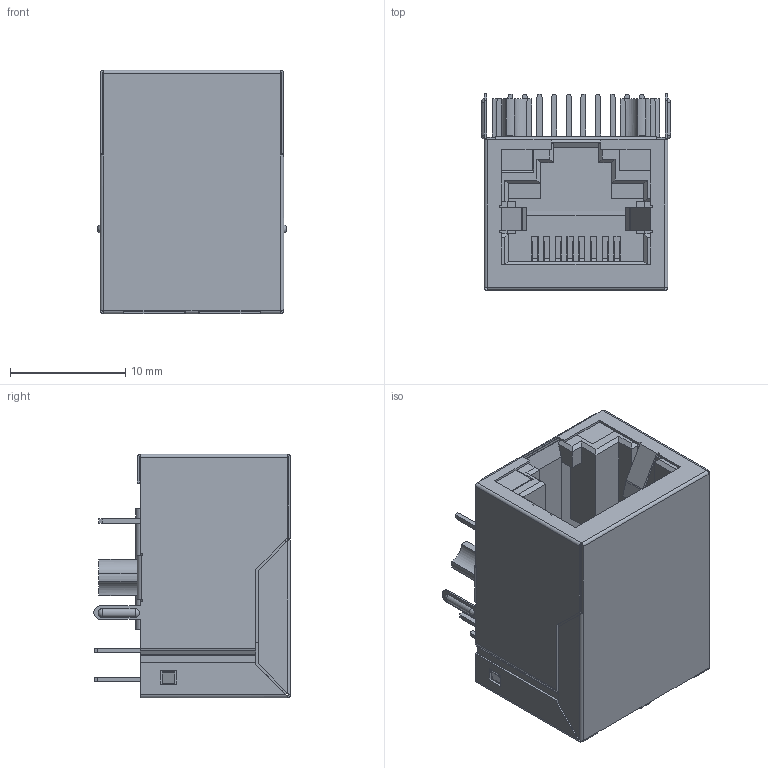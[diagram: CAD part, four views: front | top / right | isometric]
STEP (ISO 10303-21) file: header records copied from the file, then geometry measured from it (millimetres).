
FILE_DESCRIPTION((''),'2;1');
FILE_NAME('21_30_ASSEMBLY_3D_ASM','2020-04-13T',('Administrator'),(''),'PRO/ENGINEER BY PARAMETRIC TECHNOLOGY CORPORATION, 2008380','PRO/ENGINEER BY PARAMETRIC TECHNOLOGY CORPORATION, 2008380','');
FILE_SCHEMA(('CONFIG_CONTROL_DESIGN'));
Length unit declared in the file: millimetre
Products named in the file (28): MANIFOLD_SOLID_BREP_10022; MANIFOLD_SOLID_BREP_10023; MANIFOLD_SOLID_BREP_10024; MANIFOLD_SOLID_BREP_10025; MANIFOLD_SOLID_BREP_10026; MANIFOLD_SOLID_BREP_10027; MANIFOLD_SOLID_BREP_10028; MANIFOLD_SOLID_BREP_10029; MANIFOLD_SOLID_BREP_10030; MANIFOLD_SOLID_BREP_10031; MANIFOLD_SOLID_BREP_10032; MANIFOLD_SOLID_BREP_10033; MANIFOLD_SOLID_BREP_10034; MANIFOLD_SOLID_BREP_10035; MANIFOLD_SOLID_BREP_10036; MANIFOLD_SOLID_BREP_10037; MANIFOLD_SOLID_BREP_10038; MANIFOLD_SOLID_BREP_10039; MANIFOLD_SOLID_BREP_10040; JIAZI_04_ASM; WAIKE_04_03; TONGKE_04_BODY_ASM; LED_04_04; LED_04_PART_ASM; NEIKE_04__07; SULIAOKE_04_BODY_ASM; ASSEMBLY_04_ASM; 21_30_ASSEMBLY_3D_ASM
Assembly tree (28 placements, depth 4):
  21_30_ASSEMBLY_3D_ASM
    ASSEMBLY_04_ASM
      JIAZI_04_ASM
        MANIFOLD_SOLID_BREP_10022
        MANIFOLD_SOLID_BREP_10023
        MANIFOLD_SOLID_BREP_10024
        MANIFOLD_SOLID_BREP_10025
        MANIFOLD_SOLID_BREP_10026
        MANIFOLD_SOLID_BREP_10027
        MANIFOLD_SOLID_BREP_10028
        MANIFOLD_SOLID_BREP_10029
        MANIFOLD_SOLID_BREP_10030
        MANIFOLD_SOLID_BREP_10031
        MANIFOLD_SOLID_BREP_10032
        MANIFOLD_SOLID_BREP_10033
        MANIFOLD_SOLID_BREP_10034
        MANIFOLD_SOLID_BREP_10035
        MANIFOLD_SOLID_BREP_10036
        MANIFOLD_SOLID_BREP_10037
        MANIFOLD_SOLID_BREP_10038
        MANIFOLD_SOLID_BREP_10039
        MANIFOLD_SOLID_BREP_10040
      TONGKE_04_BODY_ASM
        WAIKE_04_03
      LED_04_PART_ASM
        LED_04_04  x2
      SULIAOKE_04_BODY_ASM
        NEIKE_04__07
Bounding box: 16.44 x 17.1 x 21.15 mm (x, y, z)
Volume: 2002.2 mm3; surface area: 7254.6 mm2
Topology: 23 solids, 23 shells, 1183 faces, 3391 edges, 2237 vertices
Faces by surface type: plane 971, cylinder 160, extrusion 48, sphere 4
Entity records: 42692 total; most frequent: CARTESIAN_POINT 11573, ORIENTED_EDGE 6662, DIRECTION 5967, EDGE_CURVE 3331, VECTOR 2847, LINE 2799, VERTEX_POINT 2197, AXIS2_PLACEMENT_3D 1560
